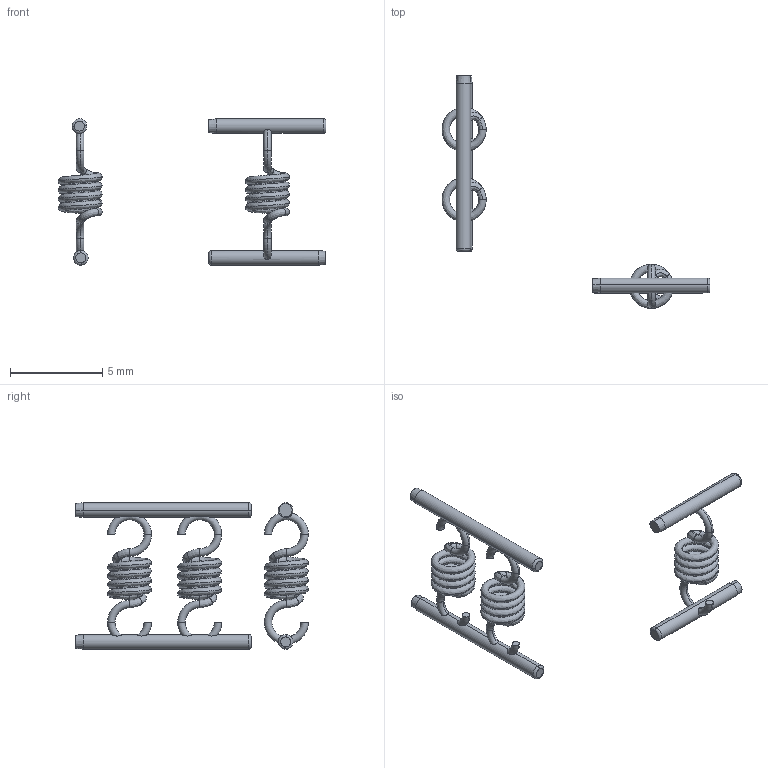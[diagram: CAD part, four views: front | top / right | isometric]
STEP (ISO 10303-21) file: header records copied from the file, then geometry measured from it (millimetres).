
FILE_DESCRIPTION (( 'STEP AP214' ), '1' );
FILE_NAME ('Newport-hvm-05r.STEP', '2024-12-21T01:20:29', ( '' ), ( '' ), 'SwSTEP 2.0', 'SolidWorks 2022', '' );
FILE_SCHEMA (( 'AUTOMOTIVE_DESIGN' ));
Length unit declared in the file: millimetre
Products named in the file (1): Newport-hvm-05r
Bounding box: 14.53 x 12.62 x 7.95 mm (x, y, z)
Volume: 30 mm3; surface area: 220.6 mm2
Topology: 2 solids, 2 shells, 108 faces, 272 edges, 170 vertices
Faces by surface type: bspline 42, torus 36, plane 14, cone 8, cylinder 8
Entity records: 22094 total; most frequent: CARTESIAN_POINT 18635, ORIENTED_EDGE 544, DIRECTION 341, EDGE_CURVE 272, VERTEX_POINT 170, AXIS2_PLACEMENT_3D 160, B_SPLINE_CURVE_WITH_KNOTS 158, EDGE_LOOP 112
